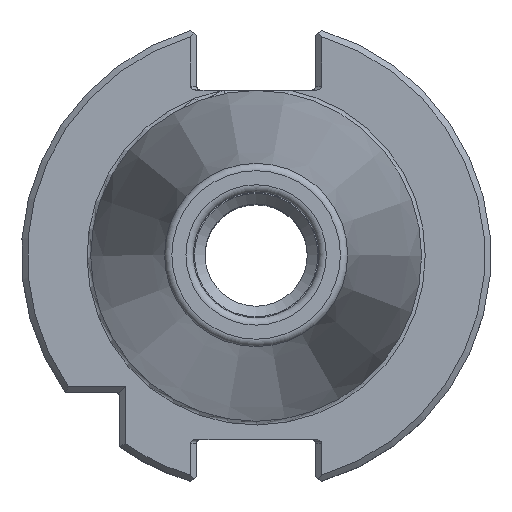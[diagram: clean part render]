
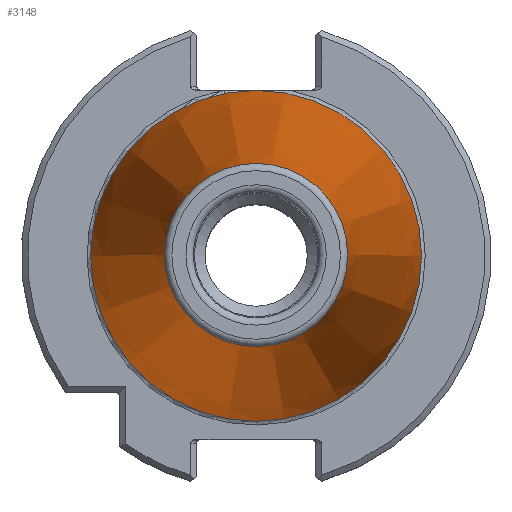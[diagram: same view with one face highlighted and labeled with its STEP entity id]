
A CAD part, top view. The second image highlights one B-rep face of the part: STEP entity #3148.
In plain terms, the highlighted conical face has half-angle 8.297 degrees and reference radius 22.395 mm.
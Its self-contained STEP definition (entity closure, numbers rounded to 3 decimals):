
#407=CONICAL_SURFACE('',#3355,22.395,0.145);
#559=ORIENTED_EDGE('',*,*,#1070,.F.);
#560=ORIENTED_EDGE('',*,*,#1100,.T.);
#1070=EDGE_CURVE('',#1375,#1375,#1589,.T.);
#1100=EDGE_CURVE('',#1397,#1397,#1599,.T.);
#1375=VERTEX_POINT('',#4293);
#1397=VERTEX_POINT('',#4436);
#1589=CIRCLE('',#3335,12.397);
#1599=CIRCLE('',#3356,22.395);
#1752=EDGE_LOOP('',(#559));
#1753=EDGE_LOOP('',(#560));
#1957=FACE_BOUND('',#1752,.T.);
#1958=FACE_BOUND('',#1753,.T.);
#3148=ADVANCED_FACE('',(#1957,#1958),#407,.T.);
#3335=AXIS2_PLACEMENT_3D('',#4292,#3702,#3703);
#3355=AXIS2_PLACEMENT_3D('',#4434,#3742,#3743);
#3356=AXIS2_PLACEMENT_3D('',#4435,#3744,#3745);
#3702=DIRECTION('',(0.,0.,1.));
#3703=DIRECTION('',(1.,0.,0.));
#3742=DIRECTION('',(0.,0.,-1.));
#3743=DIRECTION('',(-1.,0.,0.));
#3744=DIRECTION('',(0.,0.,1.));
#3745=DIRECTION('',(1.,0.,0.));
#4292=CARTESIAN_POINT('',(0.,0.,67.394));
#4293=CARTESIAN_POINT('',(12.397,0.,67.394));
#4434=CARTESIAN_POINT('',(0.,0.,-1.163));
#4435=CARTESIAN_POINT('',(0.,0.,-1.163));
#4436=CARTESIAN_POINT('',(22.395,0.,-1.163));
